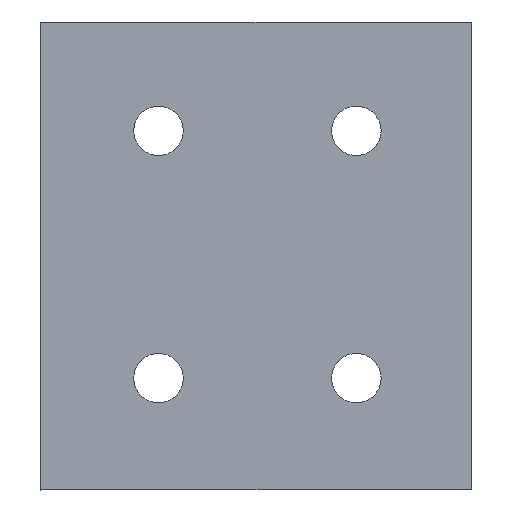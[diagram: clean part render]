
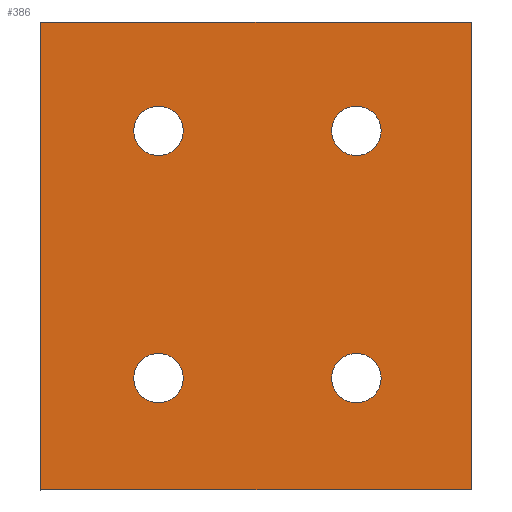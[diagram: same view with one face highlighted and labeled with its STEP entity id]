
A CAD part, left-side view. The second image highlights one B-rep face of the part: STEP entity #386.
In plain terms, the highlighted planar face has unit normal (-1, 0, 0).
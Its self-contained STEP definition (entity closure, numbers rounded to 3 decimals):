
#28=FACE_BOUND('',#93,.T.);
#29=FACE_BOUND('',#94,.T.);
#30=FACE_BOUND('',#95,.T.);
#31=FACE_BOUND('',#96,.T.);
#39=PLANE('',#440);
#61=FACE_OUTER_BOUND('',#92,.T.);
#92=EDGE_LOOP('',(#350,#351,#352,#353));
#93=EDGE_LOOP('',(#354));
#94=EDGE_LOOP('',(#355));
#95=EDGE_LOOP('',(#356));
#96=EDGE_LOOP('',(#357));
#107=LINE('',#619,#136);
#122=LINE('',#648,#151);
#124=LINE('',#652,#153);
#126=LINE('',#655,#155);
#136=VECTOR('',#517,10.);
#151=VECTOR('',#542,10.);
#153=VECTOR('',#546,10.);
#155=VECTOR('',#550,10.);
#156=CIRCLE('',#403,2.5);
#158=CIRCLE('',#406,2.5);
#160=CIRCLE('',#409,2.5);
#162=CIRCLE('',#412,2.5);
#174=VERTEX_POINT('',#555);
#176=VERTEX_POINT('',#561);
#178=VERTEX_POINT('',#567);
#180=VERTEX_POINT('',#573);
#196=VERTEX_POINT('',#617);
#197=VERTEX_POINT('',#618);
#206=VERTEX_POINT('',#647);
#207=VERTEX_POINT('',#651);
#208=EDGE_CURVE('',#174,#174,#156,.T.);
#211=EDGE_CURVE('',#176,#176,#158,.T.);
#214=EDGE_CURVE('',#178,#178,#160,.T.);
#217=EDGE_CURVE('',#180,#180,#162,.T.);
#239=EDGE_CURVE('',#196,#197,#107,.T.);
#254=EDGE_CURVE('',#196,#206,#122,.T.);
#256=EDGE_CURVE('',#206,#207,#124,.T.);
#258=EDGE_CURVE('',#207,#197,#126,.T.);
#350=ORIENTED_EDGE('',*,*,#239,.T.);
#351=ORIENTED_EDGE('',*,*,#258,.F.);
#352=ORIENTED_EDGE('',*,*,#256,.F.);
#353=ORIENTED_EDGE('',*,*,#254,.F.);
#354=ORIENTED_EDGE('',*,*,#208,.T.);
#355=ORIENTED_EDGE('',*,*,#211,.T.);
#356=ORIENTED_EDGE('',*,*,#214,.T.);
#357=ORIENTED_EDGE('',*,*,#217,.T.);
#386=ADVANCED_FACE('',(#61,#28,#29,#30,#31),#39,.T.);
#403=AXIS2_PLACEMENT_3D('',#556,#446,#447);
#406=AXIS2_PLACEMENT_3D('',#562,#453,#454);
#409=AXIS2_PLACEMENT_3D('',#568,#460,#461);
#412=AXIS2_PLACEMENT_3D('',#574,#467,#468);
#440=AXIS2_PLACEMENT_3D('',#654,#548,#549);
#446=DIRECTION('center_axis',(1.,0.,0.));
#447=DIRECTION('ref_axis',(0.,1.,0.));
#453=DIRECTION('center_axis',(1.,0.,0.));
#454=DIRECTION('ref_axis',(0.,1.,0.));
#460=DIRECTION('center_axis',(1.,0.,0.));
#461=DIRECTION('ref_axis',(0.,1.,0.));
#467=DIRECTION('center_axis',(1.,0.,0.));
#468=DIRECTION('ref_axis',(0.,1.,0.));
#517=DIRECTION('',(0.,0.,1.));
#542=DIRECTION('',(0.,1.,0.));
#546=DIRECTION('',(0.,0.,1.));
#548=DIRECTION('center_axis',(-1.,0.,0.));
#549=DIRECTION('ref_axis',(0.,-1.,0.));
#550=DIRECTION('',(0.,-1.,0.));
#555=CARTESIAN_POINT('',(184.149,-12.5,372.5));
#556=CARTESIAN_POINT('Origin',(184.149,-10.,372.5));
#561=CARTESIAN_POINT('',(184.149,-12.5,347.5));
#562=CARTESIAN_POINT('Origin',(184.149,-10.,347.5));
#567=CARTESIAN_POINT('',(184.149,7.5,372.5));
#568=CARTESIAN_POINT('Origin',(184.149,10.,372.5));
#573=CARTESIAN_POINT('',(184.149,7.5,347.5));
#574=CARTESIAN_POINT('Origin',(184.149,10.,347.5));
#617=CARTESIAN_POINT('',(184.149,-21.606,336.2));
#618=CARTESIAN_POINT('',(184.149,-21.606,383.5));
#619=CARTESIAN_POINT('',(184.149,-21.606,381.));
#647=CARTESIAN_POINT('',(184.149,21.894,336.2));
#648=CARTESIAN_POINT('',(184.149,-21.606,336.2));
#651=CARTESIAN_POINT('',(184.149,21.894,383.5));
#652=CARTESIAN_POINT('',(184.149,21.894,381.));
#654=CARTESIAN_POINT('Origin',(184.149,21.894,381.));
#655=CARTESIAN_POINT('',(184.149,-21.606,383.5));
